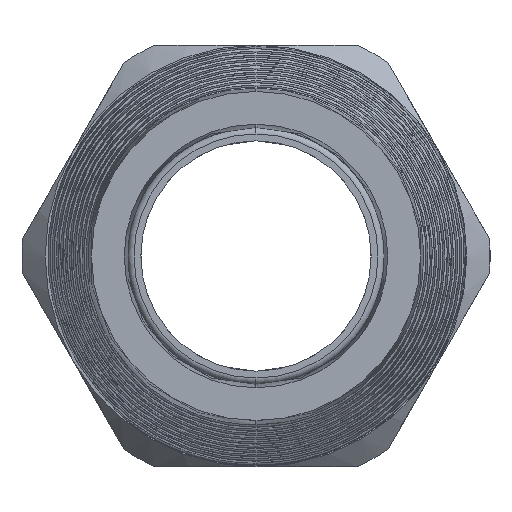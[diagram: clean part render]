
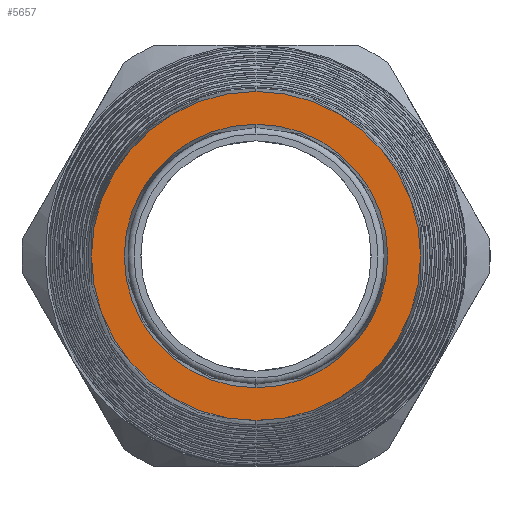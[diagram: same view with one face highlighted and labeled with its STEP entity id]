
A CAD part, left-side view. The second image highlights one B-rep face of the part: STEP entity #5657.
In plain terms, the highlighted planar face has unit normal (-1, 0, 0).
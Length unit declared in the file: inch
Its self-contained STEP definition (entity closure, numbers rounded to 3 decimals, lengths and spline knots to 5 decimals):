
#1963 = DIRECTION ( 'NONE',  ( 0., 0., 1. ) ) ;
#1964 = DIRECTION ( 'NONE',  ( -1., 0., 0. ) ) ;
#1965 = CARTESIAN_POINT ( 'NONE',  ( -4.8, 0., 0. ) ) ;
#1966 = AXIS2_PLACEMENT_3D ( 'NONE', #1965, #1964, #1963 ) ;
#1967 = CIRCLE ( 'NONE', #1966, 0.40631 ) ;
#1969 = CARTESIAN_POINT ( 'NONE',  ( -4.8, 0., 0.40631 ) ) ;
#2065 = CARTESIAN_POINT ( 'NONE',  ( -4.8, 0., -0.40631 ) ) ;
#4725 = EDGE_CURVE ( 'NONE', #4788, #4787, #7073, .T. ) ;
#4786 = EDGE_CURVE ( 'NONE', #4787, #4788, #7430, .T. ) ;
#4787 = VERTEX_POINT ( 'NONE', #7426 ) ;
#4788 = VERTEX_POINT ( 'NONE', #7425 ) ;
#5578 = ORIENTED_EDGE ( 'NONE', *, *, #5880, .F. ) ;
#5596 = EDGE_LOOP ( 'NONE', ( #5658, #5659 ) ) ;
#5657 = ADVANCED_FACE ( 'NONE', ( #15798, #15797 ), #15796, .T. ) ;
#5658 = ORIENTED_EDGE ( 'NONE', *, *, #4725, .T. ) ;
#5659 = ORIENTED_EDGE ( 'NONE', *, *, #4786, .T. ) ;
#5660 = EDGE_LOOP ( 'NONE', ( #5661, #5578 ) ) ;
#5661 = ORIENTED_EDGE ( 'NONE', *, *, #5662, .F. ) ;
#5662 = EDGE_CURVE ( 'NONE', #5879, #5928, #15791, .T. ) ;
#5879 = VERTEX_POINT ( 'NONE', #1969 ) ;
#5880 = EDGE_CURVE ( 'NONE', #5928, #5879, #1967, .T. ) ;
#5928 = VERTEX_POINT ( 'NONE', #2065 ) ;
#7070 = DIRECTION ( 'NONE',  ( 0., 0., 1. ) ) ;
#7071 = DIRECTION ( 'NONE',  ( -1., 0., 0. ) ) ;
#7072 = AXIS2_PLACEMENT_3D ( 'NONE', #7078, #7071, #7070 ) ;
#7073 = CIRCLE ( 'NONE', #7072, 0.50723 ) ;
#7078 = CARTESIAN_POINT ( 'NONE',  ( -4.8, 0., 0. ) ) ;
#7425 = CARTESIAN_POINT ( 'NONE',  ( -4.8, 0., -0.50723 ) ) ;
#7426 = CARTESIAN_POINT ( 'NONE',  ( -4.8, 0., 0.50723 ) ) ;
#7427 = DIRECTION ( 'NONE',  ( 0., 0., 1. ) ) ;
#7428 = DIRECTION ( 'NONE',  ( -1., 0., 0. ) ) ;
#7429 = AXIS2_PLACEMENT_3D ( 'NONE', #7437, #7428, #7427 ) ;
#7430 = CIRCLE ( 'NONE', #7429, 0.50723 ) ;
#7437 = CARTESIAN_POINT ( 'NONE',  ( -4.8, 0., 0. ) ) ;
#15787 = DIRECTION ( 'NONE',  ( 0., 0., 1. ) ) ;
#15788 = DIRECTION ( 'NONE',  ( -1., 0., 0. ) ) ;
#15789 = CARTESIAN_POINT ( 'NONE',  ( -4.8, 0., 0. ) ) ;
#15790 = AXIS2_PLACEMENT_3D ( 'NONE', #15789, #15788, #15787 ) ;
#15791 = CIRCLE ( 'NONE', #15790, 0.40631 ) ;
#15792 = DIRECTION ( 'NONE',  ( 0., 0., 1. ) ) ;
#15793 = DIRECTION ( 'NONE',  ( -1., 0., 0. ) ) ;
#15794 = CARTESIAN_POINT ( 'NONE',  ( -4.8, 0., 0. ) ) ;
#15795 = AXIS2_PLACEMENT_3D ( 'NONE', #15794, #15793, #15792 ) ;
#15796 = PLANE ( 'NONE',  #15795 ) ;
#15797 = FACE_BOUND ( 'NONE', #5660, .T. ) ;
#15798 = FACE_OUTER_BOUND ( 'NONE', #5596, .T. ) ;
